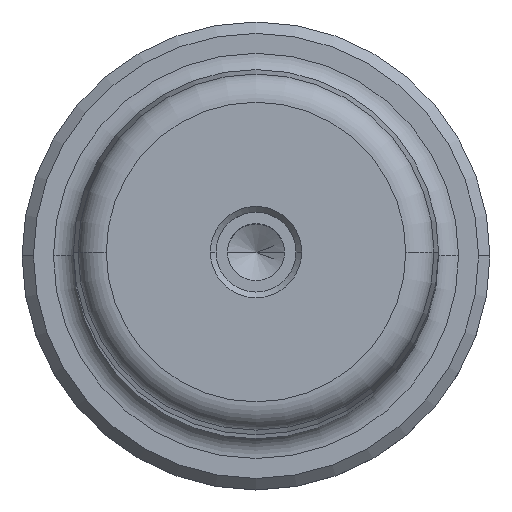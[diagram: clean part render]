
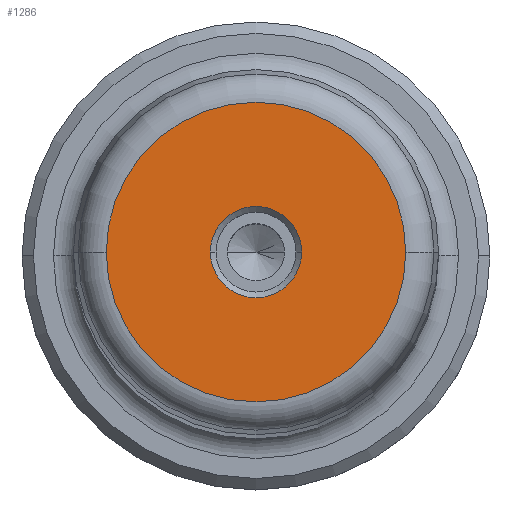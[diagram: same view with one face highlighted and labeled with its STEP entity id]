
A CAD part, top view. The second image highlights one B-rep face of the part: STEP entity #1286.
In plain terms, the highlighted planar face has unit normal (0, 0, 1).
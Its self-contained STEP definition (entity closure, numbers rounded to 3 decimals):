
#54 = DIRECTION ( 'NONE',  ( 0., 0., 1. ) ) ;
#111 = VERTEX_POINT ( 'NONE', #1043 ) ;
#128 = DIRECTION ( 'NONE',  ( 1., 0., 0. ) ) ;
#162 = AXIS2_PLACEMENT_3D ( 'NONE', #1362, #54, #1372 ) ;
#217 = CIRCLE ( 'NONE', #496, 13.124 ) ;
#263 = EDGE_LOOP ( 'NONE', ( #1926, #407 ) ) ;
#407 = ORIENTED_EDGE ( 'NONE', *, *, #2229, .T. ) ;
#468 = AXIS2_PLACEMENT_3D ( 'NONE', #823, #2144, #1020 ) ;
#496 = AXIS2_PLACEMENT_3D ( 'NONE', #912, #2237, #1102 ) ;
#571 = EDGE_LOOP ( 'NONE', ( #2412, #641 ) ) ;
#641 = ORIENTED_EDGE ( 'NONE', *, *, #1203, .T. ) ;
#792 = PLANE ( 'NONE',  #162 ) ;
#802 = CARTESIAN_POINT ( 'NONE',  ( 13.124, 0., 230. ) ) ;
#823 = CARTESIAN_POINT ( 'NONE',  ( 0., 0., 230. ) ) ;
#870 = DIRECTION ( 'NONE',  ( 0., 0., -1. ) ) ;
#912 = CARTESIAN_POINT ( 'NONE',  ( 0., 0., 230. ) ) ;
#959 = CIRCLE ( 'NONE', #468, 4. ) ;
#1020 = DIRECTION ( 'NONE',  ( 1., 0., 0. ) ) ;
#1043 = CARTESIAN_POINT ( 'NONE',  ( 4., 0., 230. ) ) ;
#1095 = VERTEX_POINT ( 'NONE', #802 ) ;
#1102 = DIRECTION ( 'NONE',  ( 1., 0., 0. ) ) ;
#1194 = CIRCLE ( 'NONE', #1225, 4. ) ;
#1203 = EDGE_CURVE ( 'NONE', #1516, #111, #1194, .T. ) ;
#1225 = AXIS2_PLACEMENT_3D ( 'NONE', #2001, #870, #2190 ) ;
#1227 = EDGE_CURVE ( 'NONE', #1095, #1620, #1651, .T. ) ;
#1257 = DIRECTION ( 'NONE',  ( 0., 0., 1. ) ) ;
#1286 = ADVANCED_FACE ( 'NONE', ( #1967, #1479 ), #792, .T. ) ;
#1344 = AXIS2_PLACEMENT_3D ( 'NONE', #2395, #1257, #128 ) ;
#1362 = CARTESIAN_POINT ( 'NONE',  ( 0., 0., 230. ) ) ;
#1372 = DIRECTION ( 'NONE',  ( 1., 0., 0. ) ) ;
#1479 = FACE_OUTER_BOUND ( 'NONE', #263, .T. ) ;
#1516 = VERTEX_POINT ( 'NONE', #2212 ) ;
#1620 = VERTEX_POINT ( 'NONE', #2293 ) ;
#1651 = CIRCLE ( 'NONE', #1344, 13.124 ) ;
#1709 = EDGE_CURVE ( 'NONE', #111, #1516, #959, .T. ) ;
#1926 = ORIENTED_EDGE ( 'NONE', *, *, #1227, .T. ) ;
#1967 = FACE_BOUND ( 'NONE', #571, .T. ) ;
#2001 = CARTESIAN_POINT ( 'NONE',  ( 0., 0., 230. ) ) ;
#2144 = DIRECTION ( 'NONE',  ( 0., 0., -1. ) ) ;
#2190 = DIRECTION ( 'NONE',  ( 1., 0., 0. ) ) ;
#2212 = CARTESIAN_POINT ( 'NONE',  ( -4., 0., 230. ) ) ;
#2229 = EDGE_CURVE ( 'NONE', #1620, #1095, #217, .T. ) ;
#2237 = DIRECTION ( 'NONE',  ( 0., 0., 1. ) ) ;
#2293 = CARTESIAN_POINT ( 'NONE',  ( -13.124, 0., 230. ) ) ;
#2395 = CARTESIAN_POINT ( 'NONE',  ( 0., 0., 230. ) ) ;
#2412 = ORIENTED_EDGE ( 'NONE', *, *, #1709, .T. ) ;
